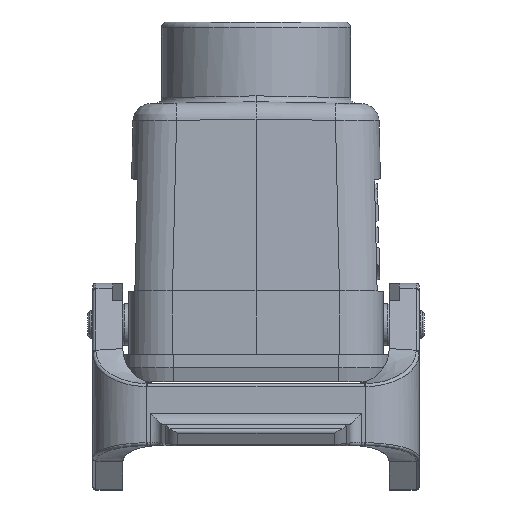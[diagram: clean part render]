
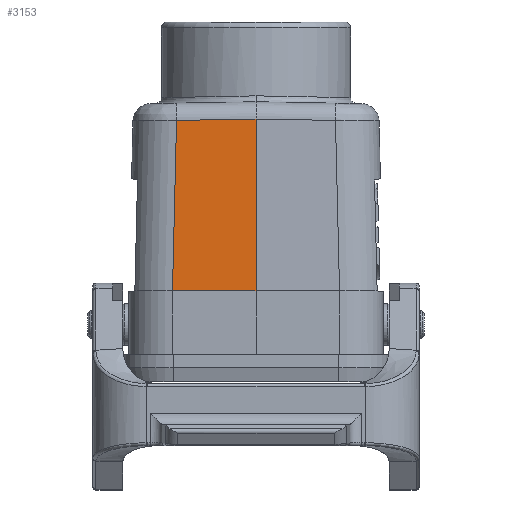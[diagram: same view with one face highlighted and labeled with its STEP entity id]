
A CAD part, left-side view. The second image highlights one B-rep face of the part: STEP entity #3153.
In plain terms, the highlighted planar face has unit normal (-1, 0.018, 0.026).
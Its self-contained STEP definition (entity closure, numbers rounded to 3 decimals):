
#2241=FACE_OUTER_BOUND('',#4369,.T.);
#3153=ADVANCED_FACE('',(#2241),#3794,.F.);
#3794=PLANE('',#13049);
#4369=EDGE_LOOP('',(#5443,#5444,#5445,#5446,#5447));
#5103=ELLIPSE('',#13031,286.555,7.5);
#5443=ORIENTED_EDGE('',*,*,#9483,.T.);
#5444=ORIENTED_EDGE('',*,*,#9480,.T.);
#5445=ORIENTED_EDGE('',*,*,#9496,.T.);
#5446=ORIENTED_EDGE('',*,*,#9507,.T.);
#5447=ORIENTED_EDGE('',*,*,#9508,.T.);
#8462=VERTEX_POINT('',#17716);
#8463=VERTEX_POINT('',#17718);
#8464=VERTEX_POINT('',#17728);
#8474=VERTEX_POINT('',#17752);
#8481=VERTEX_POINT('',#17773);
#9480=EDGE_CURVE('',#8463,#8462,#5103,.T.);
#9483=EDGE_CURVE('',#8464,#8463,#10971,.T.);
#9496=EDGE_CURVE('',#8462,#8474,#10979,.T.);
#9507=EDGE_CURVE('',#8474,#8481,#10984,.T.);
#9508=EDGE_CURVE('',#8481,#8464,#10985,.T.);
#10971=LINE('',#17727,#11888);
#10979=LINE('',#17753,#11896);
#10984=LINE('',#17772,#11901);
#10985=LINE('',#17774,#11902);
#11888=VECTOR('',#14297,1.);
#11896=VECTOR('',#14319,1.);
#11901=VECTOR('',#14340,1.);
#11902=VECTOR('',#14341,1.);
#13031=AXIS2_PLACEMENT_3D('',#17717,#14291,#14292);
#13049=AXIS2_PLACEMENT_3D('',#17775,#14342,#14343);
#14291=DIRECTION('',(-1.,0.017,0.026));
#14292=DIRECTION('',(-0.026,0.,-1.));
#14297=DIRECTION('',(-0.026,0.024,-0.999));
#14319=DIRECTION('',(-0.017,-1.,0.));
#14340=DIRECTION('',(0.026,0.,1.));
#14341=DIRECTION('',(0.017,1.,-0.017));
#14342=DIRECTION('',(1.,-0.017,-0.026));
#14343=DIRECTION('',(0.026,0.,1.));
#17716=CARTESIAN_POINT('',(-36.053,14.131,3.847));
#17717=CARTESIAN_POINT('',(-28.554,14.,290.304));
#17718=CARTESIAN_POINT('',(-36.053,14.134,3.847));
#17727=CARTESIAN_POINT('',(-36.058,14.138,3.676));
#17728=CARTESIAN_POINT('',(-35.31,13.45,32.694));
#17752=CARTESIAN_POINT('',(-36.3,0.,3.85));
#17753=CARTESIAN_POINT('',(-36.3,0.008,3.85));
#17772=CARTESIAN_POINT('',(-35.383,0.,38.85));
#17773=CARTESIAN_POINT('',(-35.539,0.,32.929));
#17774=CARTESIAN_POINT('',(-35.187,20.7,32.568));
#17775=CARTESIAN_POINT('',(-35.383,0.,38.85));
